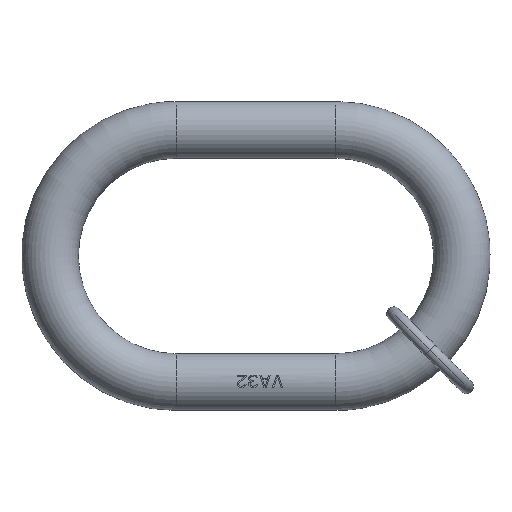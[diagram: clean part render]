
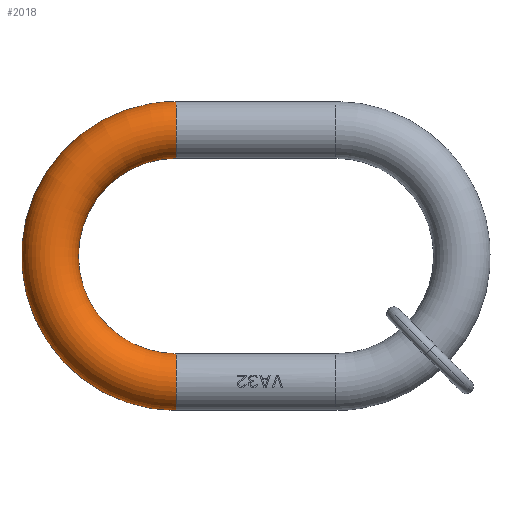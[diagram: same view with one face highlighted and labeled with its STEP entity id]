
A CAD part, top view. The second image highlights one B-rep face of the part: STEP entity #2018.
In plain terms, the highlighted toroidal (fillet/blend) face has major radius 71 mm and minor radius 16 mm.
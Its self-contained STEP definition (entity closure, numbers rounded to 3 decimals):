
#553=CARTESIAN_POINT('',(-90.,71.,0.));
#554=DIRECTION('',(-1.,0.,0.));
#555=DIRECTION('',(0.,-1.,0.));
#556=AXIS2_PLACEMENT_3D('',#553,#554,#555);
#571=CARTESIAN_POINT('',(-90.,-71.,0.));
#572=DIRECTION('',(1.,0.,0.));
#573=DIRECTION('',(0.,1.,0.));
#574=AXIS2_PLACEMENT_3D('',#571,#572,#573);
#576=CARTESIAN_POINT('',(-90.,-87.,0.));
#577=CARTESIAN_POINT('',(-94.141,-87.,0.));
#578=CARTESIAN_POINT('',(-102.424,-86.408,
0.));
#579=CARTESIAN_POINT('',(-114.594,-83.76,
0.));
#580=CARTESIAN_POINT('',(-126.264,-79.407,
0.));
#581=CARTESIAN_POINT('',(-137.196,-73.438,
0.));
#582=CARTESIAN_POINT('',(-147.167,-65.974,
0.));
#583=CARTESIAN_POINT('',(-155.974,-57.167,
0.));
#584=CARTESIAN_POINT('',(-163.438,-47.196,
0.));
#585=CARTESIAN_POINT('',(-169.407,-36.264,
0.));
#586=CARTESIAN_POINT('',(-173.76,-24.594,
0.));
#587=CARTESIAN_POINT('',(-176.408,-12.424,
0.));
#588=CARTESIAN_POINT('',(-177.296,0.,
0.));
#589=CARTESIAN_POINT('',(-176.408,12.424,
0.));
#590=CARTESIAN_POINT('',(-173.76,24.594,
0.));
#591=CARTESIAN_POINT('',(-169.407,36.264,
0.));
#592=CARTESIAN_POINT('',(-163.438,47.196,
0.));
#593=CARTESIAN_POINT('',(-155.974,57.167,
0.));
#594=CARTESIAN_POINT('',(-147.167,65.974,
0.));
#595=CARTESIAN_POINT('',(-137.196,73.438,
0.));
#596=CARTESIAN_POINT('',(-126.264,79.407,
0.));
#597=CARTESIAN_POINT('',(-114.594,83.76,
0.));
#598=CARTESIAN_POINT('',(-102.424,86.408,
0.));
#599=CARTESIAN_POINT('',(-94.141,87.,0.));
#600=CARTESIAN_POINT('',(-90.,87.,0.));
#602=CARTESIAN_POINT('',(-90.,55.,0.));
#603=CARTESIAN_POINT('',(-93.031,55.,0.));
#604=CARTESIAN_POINT('',(-99.094,54.498,
0.));
#605=CARTESIAN_POINT('',(-107.94,52.258,
0.));
#606=CARTESIAN_POINT('',(-116.297,48.592,
0.));
#607=CARTESIAN_POINT('',(-123.936,43.601,
0.));
#608=CARTESIAN_POINT('',(-130.65,37.421,0.));
#609=CARTESIAN_POINT('',(-136.254,30.22,0.));
#610=CARTESIAN_POINT('',(-140.598,22.194,0.));
#611=CARTESIAN_POINT('',(-143.561,13.563,0.));
#612=CARTESIAN_POINT('',(-145.062,4.563,0.));
#613=CARTESIAN_POINT('',(-145.062,-4.563,0.));
#614=CARTESIAN_POINT('',(-143.561,-13.563,0.));
#615=CARTESIAN_POINT('',(-140.598,-22.194,0.));
#616=CARTESIAN_POINT('',(-136.254,-30.22,0.));
#617=CARTESIAN_POINT('',(-130.65,-37.421,0.));
#618=CARTESIAN_POINT('',(-123.936,-43.601,
0.));
#619=CARTESIAN_POINT('',(-116.297,-48.592,
0.));
#620=CARTESIAN_POINT('',(-107.94,-52.258,
0.));
#621=CARTESIAN_POINT('',(-99.094,-54.498,
0.));
#622=CARTESIAN_POINT('',(-93.031,-55.,0.));
#623=CARTESIAN_POINT('',(-90.,-55.,0.));
#1413=CARTESIAN_POINT('',(-90.,87.,0.));
#1415=VERTEX_POINT('',#1413);
#1418=CARTESIAN_POINT('',(-90.,55.,0.));
#1420=VERTEX_POINT('',#1418);
#1421=VERTEX_POINT('',#576);
#1422=VERTEX_POINT('',#623);
#2005=CARTESIAN_POINT('',(-90.,0.,0.));
#2006=DIRECTION('',(0.,0.,-1.));
#2007=DIRECTION('',(0.,1.,0.));
#2008=AXIS2_PLACEMENT_3D('',#2005,#2006,#2007);
#2009=TOROIDAL_SURFACE('',#2008,71.,16.);
#2010=ORIENTED_EDGE('',*,*,#1761,.T.);
#2012=ORIENTED_EDGE('',*,*,#2011,.T.);
#2013=ORIENTED_EDGE('',*,*,#1995,.F.);
#2015=ORIENTED_EDGE('',*,*,#2014,.T.);
#2016=EDGE_LOOP('',(#2010,#2012,#2013,#2015));
#2017=FACE_OUTER_BOUND('',#2016,.F.);
#2018=ADVANCED_FACE('',(#2017),#2009,.T.);
#557=CIRCLE('',#556,16.);
#575=CIRCLE('',#574,16.);
#601=B_SPLINE_CURVE_WITH_KNOTS('',3,(#576,#577,#578,#579,#580,#581,#582,#583,
#584,#585,#586,#587,#588,#589,#590,#591,#592,#593,#594,#595,#596,#597,#598,#599,
#600),.UNSPECIFIED.,.F.,.F.,(4,1,1,1,1,1,1,1,1,1,1,1,1,1,1,1,1,1,1,1,1,1,4),(
0.,0.045,0.091,0.136,0.182,
0.227,0.273,0.318,0.364,
0.409,0.455,0.5,0.545,0.591,
0.636,0.682,0.727,0.773,
0.818,0.864,0.909,0.955,1.),
.UNSPECIFIED.);
#624=B_SPLINE_CURVE_WITH_KNOTS('',3,(#602,#603,#604,#605,#606,#607,#608,#609,
#610,#611,#612,#613,#614,#615,#616,#617,#618,#619,#620,#621,#622,#623),
.UNSPECIFIED.,.F.,.F.,(4,1,1,1,1,1,1,1,1,1,1,1,1,1,1,1,1,1,1,4),(0.,
0.053,0.105,0.158,0.211,
0.263,0.316,0.368,0.421,
0.474,0.526,0.579,0.632,
0.684,0.737,0.789,0.842,
0.895,0.947,1.),.UNSPECIFIED.);
#1761=EDGE_CURVE('',#1422,#1421,#575,.T.);
#1995=EDGE_CURVE('',#1420,#1415,#557,.T.);
#2011=EDGE_CURVE('',#1421,#1415,#601,.T.);
#2014=EDGE_CURVE('',#1420,#1422,#624,.T.);
